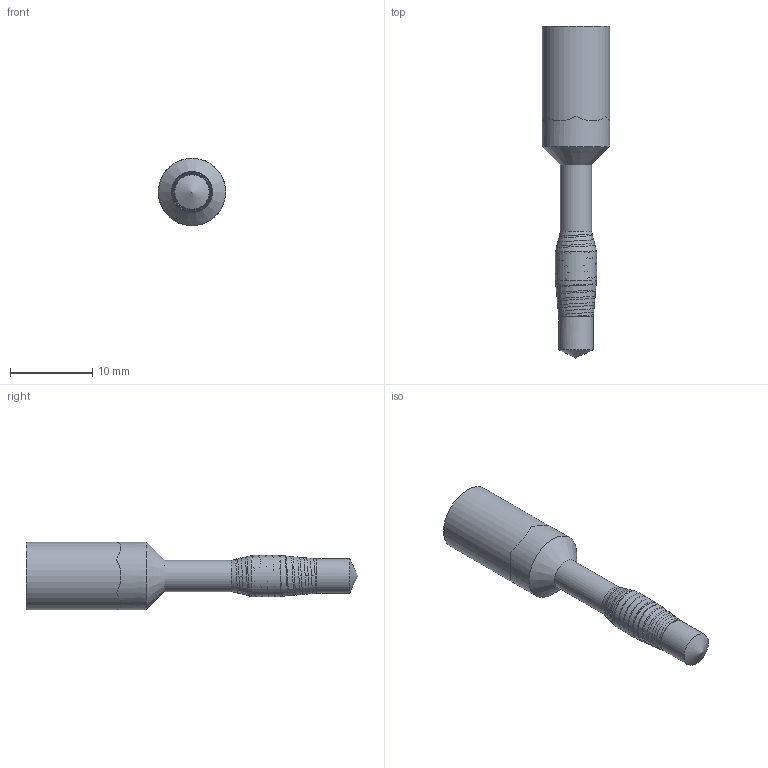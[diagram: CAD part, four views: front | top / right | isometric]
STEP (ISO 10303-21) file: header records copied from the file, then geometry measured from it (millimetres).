
FILE_DESCRIPTION(/* description */ (''),/* implementation_level */ '2;1');
FILE_NAME(/* name */ 'Threaded tap v7.step',/* time_stamp */ '2018-01-17T11:25:10+01:00',/* author */ ('jaknil'),/* organization */ (''),/* preprocessor_version */ 'ST-DEVELOPER v16.13',/* originating_system */ 'Autodesk Translation Framework v6.5.0.72',/* authorisation */ '');
FILE_SCHEMA (('AUTOMOTIVE_DESIGN { 1 0 10303 214 3 1 1 }'));
Length unit declared in the file: millimetre
Products named in the file (1): Threaded tap
Bounding box: 8.2 x 40.4 x 8.2 mm (x, y, z)
Volume: 2119.9 mm3; surface area: 1623.1 mm2
Topology: 2 solids, 2 shells, 66 faces, 177 edges, 113 vertices
Faces by surface type: cylinder 28, plane 21, cone 15, bspline 2
Full cylindrical faces by diameter (mm): 3.8 x2, 3.99 x13, 4.2 x2, 4.901 x4, 5 x1, 8.2 x2
Entity records: 6957 total; most frequent: CARTESIAN_POINT 5369, ORIENTED_EDGE 352, DIRECTION 285, EDGE_CURVE 176, VERTEX_POINT 114, AXIS2_PLACEMENT_3D 104, LINE 77, VECTOR 77
